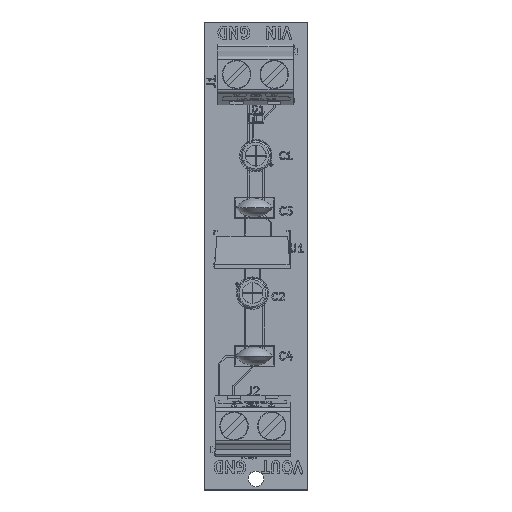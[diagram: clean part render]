
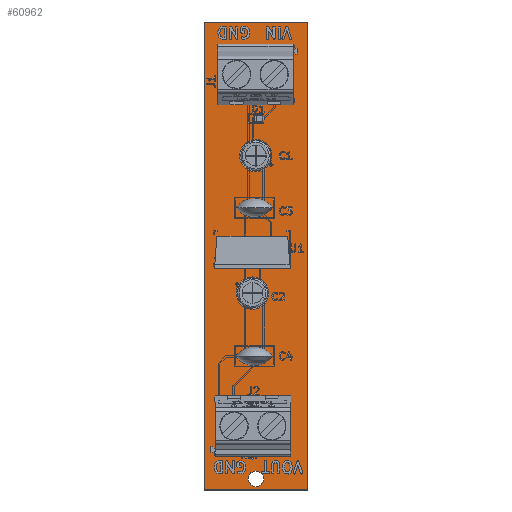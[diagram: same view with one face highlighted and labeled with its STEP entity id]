
A CAD part, top view. The second image highlights one B-rep face of the part: STEP entity #60962.
In plain terms, the highlighted planar face has unit normal (0, 0, 1).
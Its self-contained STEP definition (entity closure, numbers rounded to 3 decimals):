
#60962 = ADVANCED_FACE('',(#60963,#60997,#61008,#61019,#61030,#61041,
    #61052,#61063,#61074,#61085,#61096,#61107,#61118,#61129,#61140,
    #61151,#61162),#61173,.T.);
#60963 = FACE_BOUND('',#60964,.F.);
#60964 = EDGE_LOOP('',(#60965,#60975,#60983,#60991));
#60965 = ORIENTED_EDGE('',*,*,#60966,.T.);
#60966 = EDGE_CURVE('',#60967,#60969,#60971,.T.);
#60967 = VERTEX_POINT('',#60968);
#60968 = CARTESIAN_POINT('',(72.,-107.,1.56));
#60969 = VERTEX_POINT('',#60970);
#60970 = CARTESIAN_POINT('',(72.,-44.,1.56));
#60971 = LINE('',#60972,#60973);
#60972 = CARTESIAN_POINT('',(72.,-107.,1.56));
#60973 = VECTOR('',#60974,1.);
#60974 = DIRECTION('',(0.,1.,0.));
#60975 = ORIENTED_EDGE('',*,*,#60976,.T.);
#60976 = EDGE_CURVE('',#60969,#60977,#60979,.T.);
#60977 = VERTEX_POINT('',#60978);
#60978 = CARTESIAN_POINT('',(86.,-44.,1.56));
#60979 = LINE('',#60980,#60981);
#60980 = CARTESIAN_POINT('',(72.,-44.,1.56));
#60981 = VECTOR('',#60982,1.);
#60982 = DIRECTION('',(1.,0.,0.));
#60983 = ORIENTED_EDGE('',*,*,#60984,.T.);
#60984 = EDGE_CURVE('',#60977,#60985,#60987,.T.);
#60985 = VERTEX_POINT('',#60986);
#60986 = CARTESIAN_POINT('',(86.,-107.,1.56));
#60987 = LINE('',#60988,#60989);
#60988 = CARTESIAN_POINT('',(86.,-44.,1.56));
#60989 = VECTOR('',#60990,1.);
#60990 = DIRECTION('',(0.,-1.,0.));
#60991 = ORIENTED_EDGE('',*,*,#60992,.T.);
#60992 = EDGE_CURVE('',#60985,#60967,#60993,.T.);
#60993 = LINE('',#60994,#60995);
#60994 = CARTESIAN_POINT('',(86.,-107.,1.56));
#60995 = VECTOR('',#60996,1.);
#60996 = DIRECTION('',(-1.,0.,0.));
#60997 = FACE_BOUND('',#60998,.F.);
#60998 = EDGE_LOOP('',(#60999));
#60999 = ORIENTED_EDGE('',*,*,#61000,.T.);
#61000 = EDGE_CURVE('',#61001,#61001,#61003,.T.);
#61001 = VERTEX_POINT('',#61002);
#61002 = CARTESIAN_POINT('',(80.05,-105.5,1.56));
#61003 = CIRCLE('',#61004,1.05);
#61004 = AXIS2_PLACEMENT_3D('',#61005,#61006,#61007);
#61005 = CARTESIAN_POINT('',(79.,-105.5,1.56));
#61006 = DIRECTION('',(0.,0.,1.));
#61007 = DIRECTION('',(1.,0.,-0.));
#61008 = FACE_BOUND('',#61009,.F.);
#61009 = EDGE_LOOP('',(#61010));
#61010 = ORIENTED_EDGE('',*,*,#61011,.T.);
#61011 = EDGE_CURVE('',#61012,#61012,#61014,.T.);
#61012 = VERTEX_POINT('',#61013);
#61013 = CARTESIAN_POINT('',(76.65,-98.5,1.56));
#61014 = CIRCLE('',#61015,0.65);
#61015 = AXIS2_PLACEMENT_3D('',#61016,#61017,#61018);
#61016 = CARTESIAN_POINT('',(76.,-98.5,1.56));
#61017 = DIRECTION('',(0.,0.,1.));
#61018 = DIRECTION('',(1.,0.,-0.));
#61019 = FACE_BOUND('',#61020,.F.);
#61020 = EDGE_LOOP('',(#61021));
#61021 = ORIENTED_EDGE('',*,*,#61022,.T.);
#61022 = EDGE_CURVE('',#61023,#61023,#61025,.T.);
#61023 = VERTEX_POINT('',#61024);
#61024 = CARTESIAN_POINT('',(81.65,-98.5,1.56));
#61025 = CIRCLE('',#61026,0.65);
#61026 = AXIS2_PLACEMENT_3D('',#61027,#61028,#61029);
#61027 = CARTESIAN_POINT('',(81.,-98.5,1.56));
#61028 = DIRECTION('',(0.,0.,1.));
#61029 = DIRECTION('',(1.,0.,-0.));
#61030 = FACE_BOUND('',#61031,.F.);
#61031 = EDGE_LOOP('',(#61032));
#61032 = ORIENTED_EDGE('',*,*,#61033,.T.);
#61033 = EDGE_CURVE('',#61034,#61034,#61036,.T.);
#61034 = VERTEX_POINT('',#61035);
#61035 = CARTESIAN_POINT('',(77.9,-89.,1.56));
#61036 = CIRCLE('',#61037,0.4);
#61037 = AXIS2_PLACEMENT_3D('',#61038,#61039,#61040);
#61038 = CARTESIAN_POINT('',(77.5,-89.,1.56));
#61039 = DIRECTION('',(0.,0.,1.));
#61040 = DIRECTION('',(1.,0.,-0.));
#61041 = FACE_BOUND('',#61042,.F.);
#61042 = EDGE_LOOP('',(#61043));
#61043 = ORIENTED_EDGE('',*,*,#61044,.T.);
#61044 = EDGE_CURVE('',#61045,#61045,#61047,.T.);
#61045 = VERTEX_POINT('',#61046);
#61046 = CARTESIAN_POINT('',(80.4,-89.,1.56));
#61047 = CIRCLE('',#61048,0.4);
#61048 = AXIS2_PLACEMENT_3D('',#61049,#61050,#61051);
#61049 = CARTESIAN_POINT('',(80.,-89.,1.56));
#61050 = DIRECTION('',(0.,0.,1.));
#61051 = DIRECTION('',(1.,0.,-0.));
#61052 = FACE_BOUND('',#61053,.F.);
#61053 = EDGE_LOOP('',(#61054));
#61054 = ORIENTED_EDGE('',*,*,#61055,.T.);
#61055 = EDGE_CURVE('',#61056,#61056,#61058,.T.);
#61056 = VERTEX_POINT('',#61057);
#61057 = CARTESIAN_POINT('',(77.827,-80.5,1.56));
#61058 = CIRCLE('',#61059,0.3);
#61059 = AXIS2_PLACEMENT_3D('',#61060,#61061,#61062);
#61060 = CARTESIAN_POINT('',(77.527,-80.5,1.56));
#61061 = DIRECTION('',(0.,0.,1.));
#61062 = DIRECTION('',(1.,0.,-0.));
#61063 = FACE_BOUND('',#61064,.F.);
#61064 = EDGE_LOOP('',(#61065));
#61065 = ORIENTED_EDGE('',*,*,#61066,.T.);
#61066 = EDGE_CURVE('',#61067,#61067,#61069,.T.);
#61067 = VERTEX_POINT('',#61068);
#61068 = CARTESIAN_POINT('',(79.827,-80.5,1.56));
#61069 = CIRCLE('',#61070,0.3);
#61070 = AXIS2_PLACEMENT_3D('',#61071,#61072,#61073);
#61071 = CARTESIAN_POINT('',(79.527,-80.5,1.56));
#61072 = DIRECTION('',(0.,0.,1.));
#61073 = DIRECTION('',(1.,0.,-0.));
#61074 = FACE_BOUND('',#61075,.F.);
#61075 = EDGE_LOOP('',(#61076));
#61076 = ORIENTED_EDGE('',*,*,#61077,.T.);
#61077 = EDGE_CURVE('',#61078,#61078,#61080,.T.);
#61078 = VERTEX_POINT('',#61079);
#61079 = CARTESIAN_POINT('',(76.42,-74.5,1.56));
#61080 = CIRCLE('',#61081,0.5);
#61081 = AXIS2_PLACEMENT_3D('',#61082,#61083,#61084);
#61082 = CARTESIAN_POINT('',(75.92,-74.5,1.56));
#61083 = DIRECTION('',(0.,0.,1.));
#61084 = DIRECTION('',(1.,0.,-0.));
#61085 = FACE_BOUND('',#61086,.F.);
#61086 = EDGE_LOOP('',(#61087));
#61087 = ORIENTED_EDGE('',*,*,#61088,.T.);
#61088 = EDGE_CURVE('',#61089,#61089,#61091,.T.);
#61089 = VERTEX_POINT('',#61090);
#61090 = CARTESIAN_POINT('',(78.96,-74.5,1.56));
#61091 = CIRCLE('',#61092,0.5);
#61092 = AXIS2_PLACEMENT_3D('',#61093,#61094,#61095);
#61093 = CARTESIAN_POINT('',(78.46,-74.5,1.56));
#61094 = DIRECTION('',(0.,0.,1.));
#61095 = DIRECTION('',(1.,0.,-0.));
#61096 = FACE_BOUND('',#61097,.F.);
#61097 = EDGE_LOOP('',(#61098));
#61098 = ORIENTED_EDGE('',*,*,#61099,.T.);
#61099 = EDGE_CURVE('',#61100,#61100,#61102,.T.);
#61100 = VERTEX_POINT('',#61101);
#61101 = CARTESIAN_POINT('',(81.5,-74.5,1.56));
#61102 = CIRCLE('',#61103,0.5);
#61103 = AXIS2_PLACEMENT_3D('',#61104,#61105,#61106);
#61104 = CARTESIAN_POINT('',(81.,-74.5,1.56));
#61105 = DIRECTION('',(0.,0.,1.));
#61106 = DIRECTION('',(1.,0.,-0.));
#61107 = FACE_BOUND('',#61108,.F.);
#61108 = EDGE_LOOP('',(#61109));
#61109 = ORIENTED_EDGE('',*,*,#61110,.T.);
#61110 = EDGE_CURVE('',#61111,#61111,#61113,.T.);
#61111 = VERTEX_POINT('',#61112);
#61112 = CARTESIAN_POINT('',(77.9,-69.,1.56));
#61113 = CIRCLE('',#61114,0.4);
#61114 = AXIS2_PLACEMENT_3D('',#61115,#61116,#61117);
#61115 = CARTESIAN_POINT('',(77.5,-69.,1.56));
#61116 = DIRECTION('',(0.,0.,1.));
#61117 = DIRECTION('',(1.,0.,-0.));
#61118 = FACE_BOUND('',#61119,.F.);
#61119 = EDGE_LOOP('',(#61120));
#61120 = ORIENTED_EDGE('',*,*,#61121,.T.);
#61121 = EDGE_CURVE('',#61122,#61122,#61124,.T.);
#61122 = VERTEX_POINT('',#61123);
#61123 = CARTESIAN_POINT('',(80.4,-69.,1.56));
#61124 = CIRCLE('',#61125,0.4);
#61125 = AXIS2_PLACEMENT_3D('',#61126,#61127,#61128);
#61126 = CARTESIAN_POINT('',(80.,-69.,1.56));
#61127 = DIRECTION('',(0.,0.,1.));
#61128 = DIRECTION('',(1.,0.,-0.));
#61129 = FACE_BOUND('',#61130,.F.);
#61130 = EDGE_LOOP('',(#61131));
#61131 = ORIENTED_EDGE('',*,*,#61132,.T.);
#61132 = EDGE_CURVE('',#61133,#61133,#61135,.T.);
#61133 = VERTEX_POINT('',#61134);
#61134 = CARTESIAN_POINT('',(78.273,-62.,1.56));
#61135 = CIRCLE('',#61136,0.3);
#61136 = AXIS2_PLACEMENT_3D('',#61137,#61138,#61139);
#61137 = CARTESIAN_POINT('',(77.973,-62.,1.56));
#61138 = DIRECTION('',(0.,0.,1.));
#61139 = DIRECTION('',(1.,0.,-0.));
#61140 = FACE_BOUND('',#61141,.F.);
#61141 = EDGE_LOOP('',(#61142));
#61142 = ORIENTED_EDGE('',*,*,#61143,.T.);
#61143 = EDGE_CURVE('',#61144,#61144,#61146,.T.);
#61144 = VERTEX_POINT('',#61145);
#61145 = CARTESIAN_POINT('',(80.273,-62.,1.56));
#61146 = CIRCLE('',#61147,0.3);
#61147 = AXIS2_PLACEMENT_3D('',#61148,#61149,#61150);
#61148 = CARTESIAN_POINT('',(79.973,-62.,1.56));
#61149 = DIRECTION('',(0.,0.,1.));
#61150 = DIRECTION('',(1.,0.,-0.));
#61151 = FACE_BOUND('',#61152,.F.);
#61152 = EDGE_LOOP('',(#61153));
#61153 = ORIENTED_EDGE('',*,*,#61154,.T.);
#61154 = EDGE_CURVE('',#61155,#61155,#61157,.T.);
#61155 = VERTEX_POINT('',#61156);
#61156 = CARTESIAN_POINT('',(77.15,-51.,1.56));
#61157 = CIRCLE('',#61158,0.65);
#61158 = AXIS2_PLACEMENT_3D('',#61159,#61160,#61161);
#61159 = CARTESIAN_POINT('',(76.5,-51.,1.56));
#61160 = DIRECTION('',(0.,0.,1.));
#61161 = DIRECTION('',(1.,0.,-0.));
#61162 = FACE_BOUND('',#61163,.F.);
#61163 = EDGE_LOOP('',(#61164));
#61164 = ORIENTED_EDGE('',*,*,#61165,.T.);
#61165 = EDGE_CURVE('',#61166,#61166,#61168,.T.);
#61166 = VERTEX_POINT('',#61167);
#61167 = CARTESIAN_POINT('',(82.15,-51.,1.56));
#61168 = CIRCLE('',#61169,0.65);
#61169 = AXIS2_PLACEMENT_3D('',#61170,#61171,#61172);
#61170 = CARTESIAN_POINT('',(81.5,-51.,1.56));
#61171 = DIRECTION('',(0.,0.,1.));
#61172 = DIRECTION('',(1.,0.,-0.));
#61173 = PLANE('',#61174);
#61174 = AXIS2_PLACEMENT_3D('',#61175,#61176,#61177);
#61175 = CARTESIAN_POINT('',(0.,0.,1.56));
#61176 = DIRECTION('',(0.,0.,1.));
#61177 = DIRECTION('',(1.,0.,-0.));
